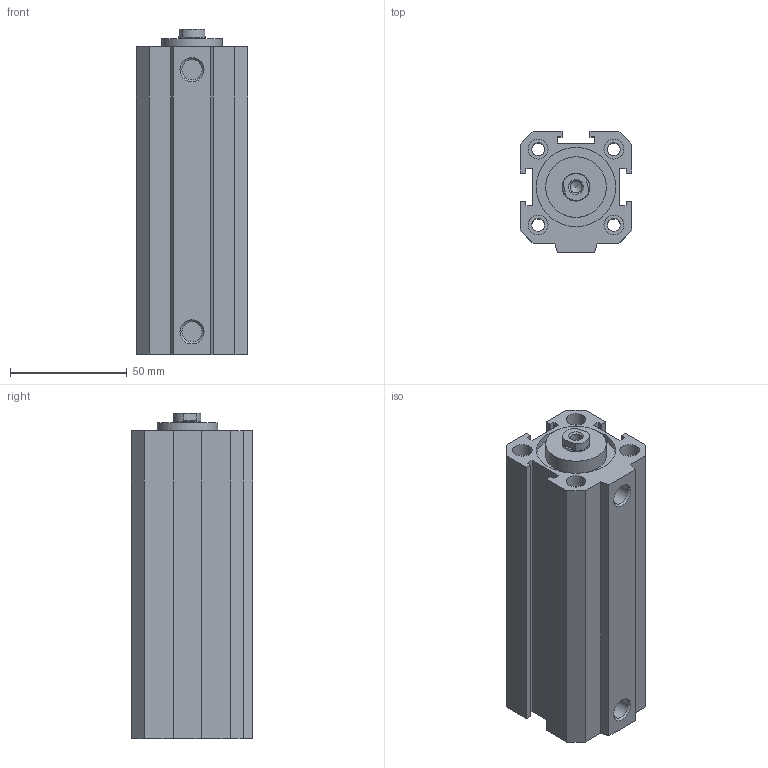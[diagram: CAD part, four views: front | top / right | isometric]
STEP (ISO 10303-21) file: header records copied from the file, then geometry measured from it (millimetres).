
FILE_DESCRIPTION(/* description */ ('Unknown'),/* implementation_level */ '2;1');
FILE_NAME(/* name */ '1501.32.100',/* time_stamp */ '2019-02-05T13:58:05-05:00',/* author */ ('Unknown'),/* organization */ ('Unknown'),/* preprocessor_version */ 'ST-DEVELOPER v16.7',/* originating_system */ 'DEX',/* authorisation */ $);
FILE_SCHEMA (('AUTOMOTIVE_DESIGN {1 0 10303 214 3 1 1}'));
Length unit declared in the file: millimetre
Products named in the file (3): 1501_32_XXXX; C_1501_32_XXXX; S_1501_32_XXXX
Assembly tree (2 placements, depth 2):
  1501_32_XXXX
    C_1501_32_XXXX
    S_1501_32_XXXX
Bounding box: 48 x 52 x 139.5 mm (x, y, z)
Volume: 188799.3 mm3; surface area: 66872.9 mm2
Topology: 2 solids, 2 shells, 92 faces, 208 edges, 138 vertices
Faces by surface type: plane 62, cylinder 25, cone 5
Full cylindrical faces by diameter (mm): 5 x1, 5.5 x4, 8.5 x8, 8.7 x2, 11.5 x1, 12 x3, 26 x2, 32 x2, 34 x2
Entity records: 3095 total; most frequent: DIRECTION 418, CARTESIAN_POINT 400, ORIENTED_EDGE 344, EDGE_CURVE 172, AXIS2_PLACEMENT_3D 151, FACE_BOUND 149, EDGE_LOOP 148, VERTEX_POINT 133
